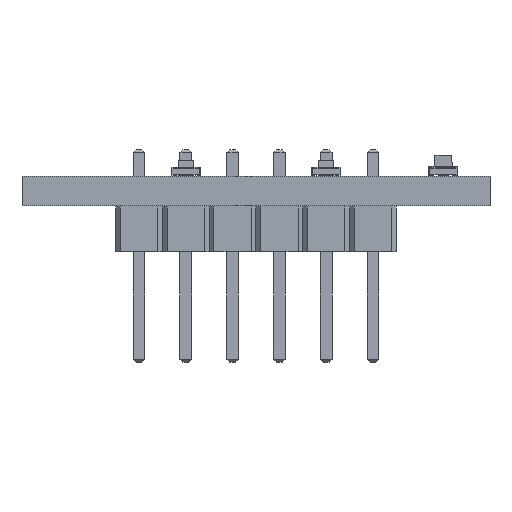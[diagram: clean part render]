
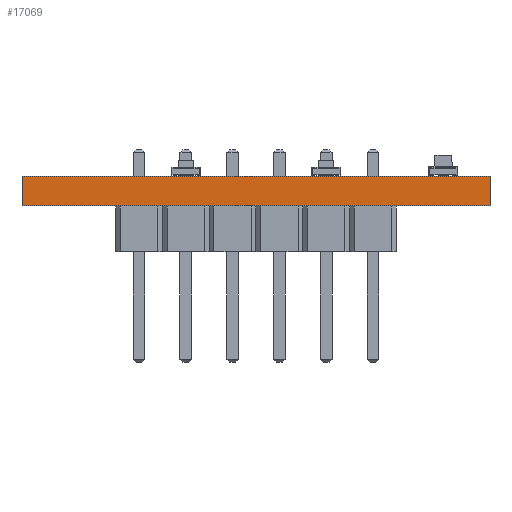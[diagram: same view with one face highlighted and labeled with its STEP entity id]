
A CAD part, front view. The second image highlights one B-rep face of the part: STEP entity #17069.
In plain terms, the highlighted planar face has unit normal (0, -1, 0).
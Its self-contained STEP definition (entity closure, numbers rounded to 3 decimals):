
#17069 = ADVANCED_FACE('',(#17070),#17084,.T.);
#17070 = FACE_BOUND('',#17071,.T.);
#17071 = EDGE_LOOP('',(#17072,#17107,#17135,#17163));
#17072 = ORIENTED_EDGE('',*,*,#17073,.T.);
#17073 = EDGE_CURVE('',#17074,#17076,#17078,.T.);
#17074 = VERTEX_POINT('',#17075);
#17075 = CARTESIAN_POINT('',(161.201,-117.703,0.));
#17076 = VERTEX_POINT('',#17077);
#17077 = CARTESIAN_POINT('',(161.201,-117.703,1.58));
#17078 = SURFACE_CURVE('',#17079,(#17083,#17095),.PCURVE_S1.);
#17079 = LINE('',#17080,#17081);
#17080 = CARTESIAN_POINT('',(161.201,-117.703,0.));
#17081 = VECTOR('',#17082,1.);
#17082 = DIRECTION('',(0.,0.,1.));
#17083 = PCURVE('',#17084,#17089);
#17084 = PLANE('',#17085);
#17085 = AXIS2_PLACEMENT_3D('',#17086,#17087,#17088);
#17086 = CARTESIAN_POINT('',(161.201,-117.703,0.));
#17087 = DIRECTION('',(0.,-1.,0.));
#17088 = DIRECTION('',(-1.,0.,0.));
#17089 = DEFINITIONAL_REPRESENTATION('',(#17090),#17094);
#17090 = LINE('',#17091,#17092);
#17091 = CARTESIAN_POINT('',(0.,-0.));
#17092 = VECTOR('',#17093,1.);
#17093 = DIRECTION('',(0.,-1.));
#17094 = ( GEOMETRIC_REPRESENTATION_CONTEXT(2) 
PARAMETRIC_REPRESENTATION_CONTEXT() REPRESENTATION_CONTEXT('2D SPACE',''
  ) );
#17095 = PCURVE('',#17096,#17101);
#17096 = PLANE('',#17097);
#17097 = AXIS2_PLACEMENT_3D('',#17098,#17099,#17100);
#17098 = CARTESIAN_POINT('',(161.201,-92.303,0.));
#17099 = DIRECTION('',(1.,0.,-0.));
#17100 = DIRECTION('',(0.,-1.,0.));
#17101 = DEFINITIONAL_REPRESENTATION('',(#17102),#17106);
#17102 = LINE('',#17103,#17104);
#17103 = CARTESIAN_POINT('',(25.4,0.));
#17104 = VECTOR('',#17105,1.);
#17105 = DIRECTION('',(0.,-1.));
#17106 = ( GEOMETRIC_REPRESENTATION_CONTEXT(2) 
PARAMETRIC_REPRESENTATION_CONTEXT() REPRESENTATION_CONTEXT('2D SPACE',''
  ) );
#17107 = ORIENTED_EDGE('',*,*,#17108,.T.);
#17108 = EDGE_CURVE('',#17076,#17109,#17111,.T.);
#17109 = VERTEX_POINT('',#17110);
#17110 = CARTESIAN_POINT('',(135.801,-117.703,1.58));
#17111 = SURFACE_CURVE('',#17112,(#17116,#17123),.PCURVE_S1.);
#17112 = LINE('',#17113,#17114);
#17113 = CARTESIAN_POINT('',(161.201,-117.703,1.58));
#17114 = VECTOR('',#17115,1.);
#17115 = DIRECTION('',(-1.,0.,0.));
#17116 = PCURVE('',#17084,#17117);
#17117 = DEFINITIONAL_REPRESENTATION('',(#17118),#17122);
#17118 = LINE('',#17119,#17120);
#17119 = CARTESIAN_POINT('',(0.,-1.58));
#17120 = VECTOR('',#17121,1.);
#17121 = DIRECTION('',(1.,0.));
#17122 = ( GEOMETRIC_REPRESENTATION_CONTEXT(2) 
PARAMETRIC_REPRESENTATION_CONTEXT() REPRESENTATION_CONTEXT('2D SPACE',''
  ) );
#17123 = PCURVE('',#17124,#17129);
#17124 = PLANE('',#17125);
#17125 = AXIS2_PLACEMENT_3D('',#17126,#17127,#17128);
#17126 = CARTESIAN_POINT('',(148.501,-105.003,1.58));
#17127 = DIRECTION('',(-0.,-0.,-1.));
#17128 = DIRECTION('',(-1.,0.,0.));
#17129 = DEFINITIONAL_REPRESENTATION('',(#17130),#17134);
#17130 = LINE('',#17131,#17132);
#17131 = CARTESIAN_POINT('',(-12.7,-12.7));
#17132 = VECTOR('',#17133,1.);
#17133 = DIRECTION('',(1.,0.));
#17134 = ( GEOMETRIC_REPRESENTATION_CONTEXT(2) 
PARAMETRIC_REPRESENTATION_CONTEXT() REPRESENTATION_CONTEXT('2D SPACE',''
  ) );
#17135 = ORIENTED_EDGE('',*,*,#17136,.F.);
#17136 = EDGE_CURVE('',#17137,#17109,#17139,.T.);
#17137 = VERTEX_POINT('',#17138);
#17138 = CARTESIAN_POINT('',(135.801,-117.703,0.));
#17139 = SURFACE_CURVE('',#17140,(#17144,#17151),.PCURVE_S1.);
#17140 = LINE('',#17141,#17142);
#17141 = CARTESIAN_POINT('',(135.801,-117.703,0.));
#17142 = VECTOR('',#17143,1.);
#17143 = DIRECTION('',(0.,0.,1.));
#17144 = PCURVE('',#17084,#17145);
#17145 = DEFINITIONAL_REPRESENTATION('',(#17146),#17150);
#17146 = LINE('',#17147,#17148);
#17147 = CARTESIAN_POINT('',(25.4,0.));
#17148 = VECTOR('',#17149,1.);
#17149 = DIRECTION('',(0.,-1.));
#17150 = ( GEOMETRIC_REPRESENTATION_CONTEXT(2) 
PARAMETRIC_REPRESENTATION_CONTEXT() REPRESENTATION_CONTEXT('2D SPACE',''
  ) );
#17151 = PCURVE('',#17152,#17157);
#17152 = PLANE('',#17153);
#17153 = AXIS2_PLACEMENT_3D('',#17154,#17155,#17156);
#17154 = CARTESIAN_POINT('',(135.801,-117.703,0.));
#17155 = DIRECTION('',(-1.,0.,0.));
#17156 = DIRECTION('',(0.,1.,0.));
#17157 = DEFINITIONAL_REPRESENTATION('',(#17158),#17162);
#17158 = LINE('',#17159,#17160);
#17159 = CARTESIAN_POINT('',(0.,0.));
#17160 = VECTOR('',#17161,1.);
#17161 = DIRECTION('',(0.,-1.));
#17162 = ( GEOMETRIC_REPRESENTATION_CONTEXT(2) 
PARAMETRIC_REPRESENTATION_CONTEXT() REPRESENTATION_CONTEXT('2D SPACE',''
  ) );
#17163 = ORIENTED_EDGE('',*,*,#17164,.F.);
#17164 = EDGE_CURVE('',#17074,#17137,#17165,.T.);
#17165 = SURFACE_CURVE('',#17166,(#17170,#17177),.PCURVE_S1.);
#17166 = LINE('',#17167,#17168);
#17167 = CARTESIAN_POINT('',(161.201,-117.703,0.));
#17168 = VECTOR('',#17169,1.);
#17169 = DIRECTION('',(-1.,0.,0.));
#17170 = PCURVE('',#17084,#17171);
#17171 = DEFINITIONAL_REPRESENTATION('',(#17172),#17176);
#17172 = LINE('',#17173,#17174);
#17173 = CARTESIAN_POINT('',(0.,-0.));
#17174 = VECTOR('',#17175,1.);
#17175 = DIRECTION('',(1.,0.));
#17176 = ( GEOMETRIC_REPRESENTATION_CONTEXT(2) 
PARAMETRIC_REPRESENTATION_CONTEXT() REPRESENTATION_CONTEXT('2D SPACE',''
  ) );
#17177 = PCURVE('',#17178,#17183);
#17178 = PLANE('',#17179);
#17179 = AXIS2_PLACEMENT_3D('',#17180,#17181,#17182);
#17180 = CARTESIAN_POINT('',(148.501,-105.003,0.));
#17181 = DIRECTION('',(-0.,-0.,-1.));
#17182 = DIRECTION('',(-1.,0.,0.));
#17183 = DEFINITIONAL_REPRESENTATION('',(#17184),#17188);
#17184 = LINE('',#17185,#17186);
#17185 = CARTESIAN_POINT('',(-12.7,-12.7));
#17186 = VECTOR('',#17187,1.);
#17187 = DIRECTION('',(1.,0.));
#17188 = ( GEOMETRIC_REPRESENTATION_CONTEXT(2) 
PARAMETRIC_REPRESENTATION_CONTEXT() REPRESENTATION_CONTEXT('2D SPACE',''
  ) );
